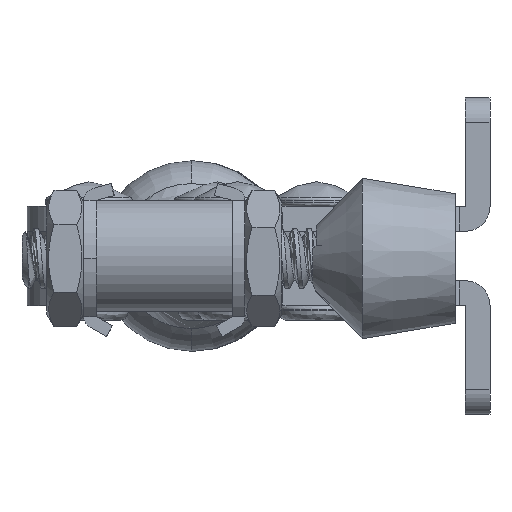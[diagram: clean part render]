
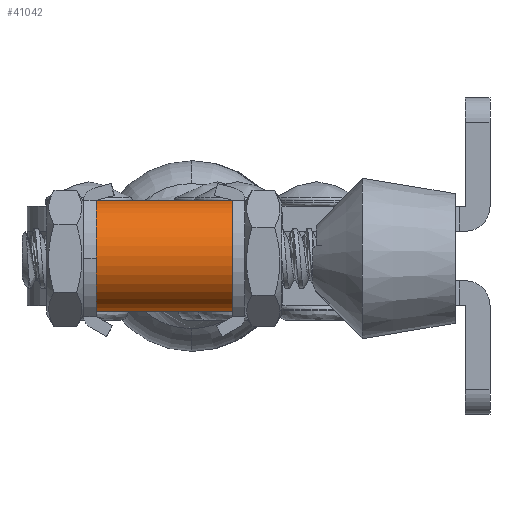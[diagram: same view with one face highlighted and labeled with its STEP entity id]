
A CAD part, left-side view. The second image highlights one B-rep face of the part: STEP entity #41042.
In plain terms, the highlighted cylindrical face has radius 4.5 mm (diameter 9 mm), a partial arc.
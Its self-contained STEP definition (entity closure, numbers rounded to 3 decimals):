
#21 = CIRCLE ( 'NONE', #33284, 4.5 ) ;
#579 = EDGE_CURVE ( 'NONE', #18610, #20958, #3534, .T. ) ;
#2310 = DIRECTION ( 'NONE',  ( 0., 1., 0. ) ) ;
#2355 = ORIENTED_EDGE ( 'NONE', *, *, #15069, .F. ) ;
#2474 = DIRECTION ( 'NONE',  ( 0., -1., 0. ) ) ;
#3534 = LINE ( 'NONE', #37561, #20589 ) ;
#4153 = AXIS2_PLACEMENT_3D ( 'NONE', #8055, #30364, #11274 ) ;
#4807 = VERTEX_POINT ( 'NONE', #20896 ) ;
#4822 = AXIS2_PLACEMENT_3D ( 'NONE', #37795, #2474, #18695 ) ;
#5557 = CARTESIAN_POINT ( 'NONE',  ( -42.9, 5.35, -4.5 ) ) ;
#7584 = EDGE_LOOP ( 'NONE', ( #8161, #2355, #22424, #35914 ) ) ;
#8055 = CARTESIAN_POINT ( 'NONE',  ( -42.9, 5.35, 0. ) ) ;
#8161 = ORIENTED_EDGE ( 'NONE', *, *, #579, .T. ) ;
#11274 = DIRECTION ( 'NONE',  ( 0., 0., -1. ) ) ;
#12220 = CIRCLE ( 'NONE', #4153, 4.5 ) ;
#15069 = EDGE_CURVE ( 'NONE', #4807, #20958, #21, .T. ) ;
#18610 = VERTEX_POINT ( 'NONE', #38604 ) ;
#18695 = DIRECTION ( 'NONE',  ( 0., 0., -1. ) ) ;
#18967 = LINE ( 'NONE', #33245, #26471 ) ;
#20588 = DIRECTION ( 'NONE',  ( 0., -1., 0. ) ) ;
#20589 = VECTOR ( 'NONE', #24612, 1000. ) ;
#20896 = CARTESIAN_POINT ( 'NONE',  ( -42.9, 16.35, -4.5 ) ) ;
#20958 = VERTEX_POINT ( 'NONE', #38944 ) ;
#21480 = CARTESIAN_POINT ( 'NONE',  ( -42.9, 16.35, 0. ) ) ;
#21871 = CYLINDRICAL_SURFACE ( 'NONE', #4822, 4.5 ) ;
#22424 = ORIENTED_EDGE ( 'NONE', *, *, #36603, .T. ) ;
#24612 = DIRECTION ( 'NONE',  ( 0., 1., 0. ) ) ;
#24667 = DIRECTION ( 'NONE',  ( 0., 0., -1. ) ) ;
#26471 = VECTOR ( 'NONE', #20588, 1000. ) ;
#29855 = EDGE_CURVE ( 'NONE', #18610, #38142, #12220, .T. ) ;
#30364 = DIRECTION ( 'NONE',  ( 0., -1., 0. ) ) ;
#33245 = CARTESIAN_POINT ( 'NONE',  ( -42.9, 22., -4.5 ) ) ;
#33284 = AXIS2_PLACEMENT_3D ( 'NONE', #21480, #2310, #24667 ) ;
#35914 = ORIENTED_EDGE ( 'NONE', *, *, #29855, .F. ) ;
#36603 = EDGE_CURVE ( 'NONE', #4807, #38142, #18967, .T. ) ;
#37561 = CARTESIAN_POINT ( 'NONE',  ( -42.9, 22., 4.5 ) ) ;
#37795 = CARTESIAN_POINT ( 'NONE',  ( -42.9, 22., 0. ) ) ;
#38142 = VERTEX_POINT ( 'NONE', #5557 ) ;
#38604 = CARTESIAN_POINT ( 'NONE',  ( -42.9, 5.35, 4.5 ) ) ;
#38944 = CARTESIAN_POINT ( 'NONE',  ( -42.9, 16.35, 4.5 ) ) ;
#40819 = FACE_OUTER_BOUND ( 'NONE', #7584, .T. ) ;
#41042 = ADVANCED_FACE ( 'NONE', ( #40819 ), #21871, .T. ) ;
